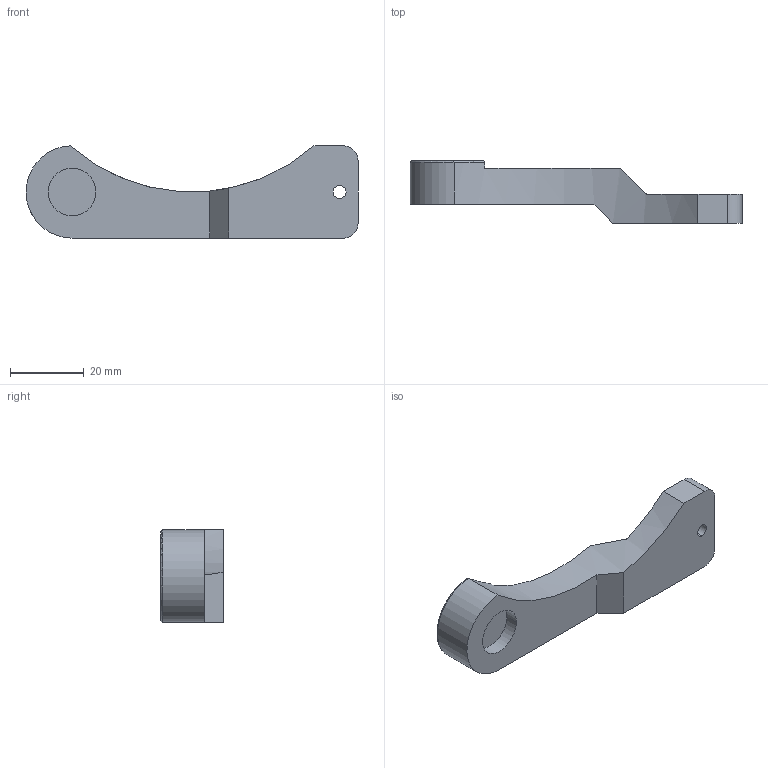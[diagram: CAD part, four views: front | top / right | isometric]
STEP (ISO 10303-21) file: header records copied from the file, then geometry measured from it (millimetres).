
FILE_DESCRIPTION (( 'STEP AP203' ), '1' );
FILE_NAME ('Barre_Vert.STEP', '2019-03-19T21:13:17', ( '' ), ( '' ), 'SwSTEP 2.0', 'SolidWorks 2018', '' );
FILE_SCHEMA (( 'CONFIG_CONTROL_DESIGN' ));
Length unit declared in the file: millimetre
Products named in the file (1): Barre_Vert
Bounding box: 90 x 16.87 x 25 mm (x, y, z)
Volume: 14710.4 mm3; surface area: 5892.4 mm2
Topology: 1 solids, 1 shells, 48 faces, 120 edges, 75 vertices
Faces by surface type: cylinder 22, plane 18, torus 8
Entity records: 1566 total; most frequent: CARTESIAN_POINT 339, DIRECTION 244, ORIENTED_EDGE 240, EDGE_CURVE 120, AXIS2_PLACEMENT_3D 92, VERTEX_POINT 75, LINE 60, VECTOR 60
